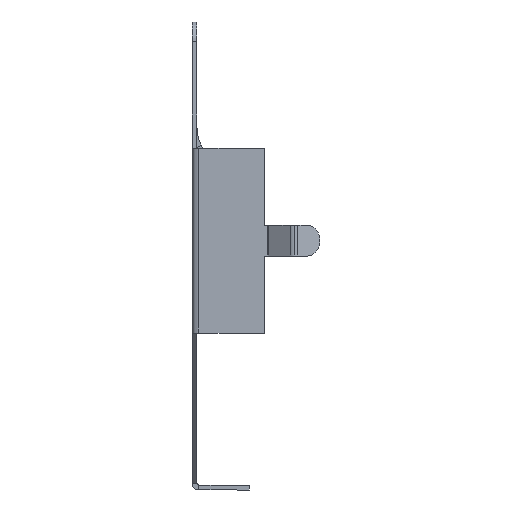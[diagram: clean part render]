
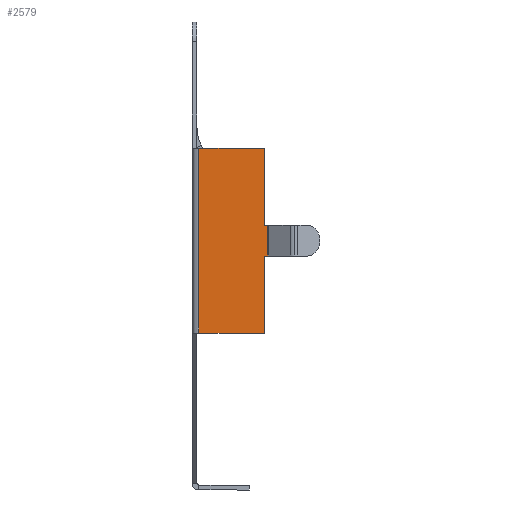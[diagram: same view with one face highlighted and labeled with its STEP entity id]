
A CAD part, left-side view. The second image highlights one B-rep face of the part: STEP entity #2579.
In plain terms, the highlighted planar face has unit normal (-1, 0, 0).
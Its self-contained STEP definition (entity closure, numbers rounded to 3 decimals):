
#37 = EDGE_LOOP ( 'NONE', ( #826, #640, #1628, #3144, #1767, #2417, #2223, #2004 ) ) ;
#39 = CARTESIAN_POINT ( 'NONE',  ( -11.925, 0., 1.57 ) ) ;
#51 = DIRECTION ( 'NONE',  ( 0., -1., 0. ) ) ;
#52 = CARTESIAN_POINT ( 'NONE',  ( -11.925, 0., 1.57 ) ) ;
#77 = EDGE_CURVE ( 'NONE', #2069, #913, #2111, .T. ) ;
#190 = CARTESIAN_POINT ( 'NONE',  ( -11.925, 3.33, -3.925 ) ) ;
#214 = DIRECTION ( 'NONE',  ( 0., 0., -1. ) ) ;
#228 = EDGE_CURVE ( 'NONE', #648, #3473, #2211, .T. ) ;
#250 = VERTEX_POINT ( 'NONE', #850 ) ;
#254 = DIRECTION ( 'NONE',  ( 1., 0., 0. ) ) ;
#366 = LINE ( 'NONE', #2539, #1202 ) ;
#367 = DIRECTION ( 'NONE',  ( 0., 0., -1. ) ) ;
#409 = VECTOR ( 'NONE', #1057, 1000. ) ;
#419 = DIRECTION ( 'NONE',  ( 0., 0., -1. ) ) ;
#523 = AXIS2_PLACEMENT_3D ( 'NONE', #3619, #254, #2155 ) ;
#542 = DIRECTION ( 'NONE',  ( 0., 1., 0. ) ) ;
#640 = ORIENTED_EDGE ( 'NONE', *, *, #228, .F. ) ;
#648 = VERTEX_POINT ( 'NONE', #2684 ) ;
#673 = LINE ( 'NONE', #2685, #2140 ) ;
#674 = EDGE_CURVE ( 'NONE', #1610, #2069, #1580, .T. ) ;
#826 = ORIENTED_EDGE ( 'NONE', *, *, #3522, .F. ) ;
#850 = CARTESIAN_POINT ( 'NONE',  ( -11.925, -0.169, 1.57 ) ) ;
#913 = VERTEX_POINT ( 'NONE', #52 ) ;
#975 = CARTESIAN_POINT ( 'NONE',  ( -11.925, 0., 5.495 ) ) ;
#989 = LINE ( 'NONE', #975, #3146 ) ;
#1057 = DIRECTION ( 'NONE',  ( 0., 0., 1. ) ) ;
#1134 = VECTOR ( 'NONE', #542, 1000. ) ;
#1202 = VECTOR ( 'NONE', #1462, 1000. ) ;
#1334 = VECTOR ( 'NONE', #2105, 1000. ) ;
#1349 = EDGE_CURVE ( 'NONE', #1794, #2435, #366, .T. ) ;
#1424 = CARTESIAN_POINT ( 'NONE',  ( -11.925, 0., -3.925 ) ) ;
#1445 = FACE_OUTER_BOUND ( 'NONE', #37, .T. ) ;
#1462 = DIRECTION ( 'NONE',  ( 0., -1., 0. ) ) ;
#1534 = CARTESIAN_POINT ( 'NONE',  ( -11.925, 3.43, 5.495 ) ) ;
#1544 = CARTESIAN_POINT ( 'NONE',  ( -11.925, 3.33, 5.495 ) ) ;
#1580 = LINE ( 'NONE', #1534, #1334 ) ;
#1610 = VERTEX_POINT ( 'NONE', #3447 ) ;
#1624 = EDGE_CURVE ( 'NONE', #913, #250, #2556, .T. ) ;
#1628 = ORIENTED_EDGE ( 'NONE', *, *, #1808, .F. ) ;
#1767 = ORIENTED_EDGE ( 'NONE', *, *, #1883, .F. ) ;
#1794 = VERTEX_POINT ( 'NONE', #3212 ) ;
#1808 = EDGE_CURVE ( 'NONE', #1794, #648, #989, .T. ) ;
#1883 = EDGE_CURVE ( 'NONE', #250, #2435, #673, .T. ) ;
#2001 = VECTOR ( 'NONE', #51, 1000. ) ;
#2004 = ORIENTED_EDGE ( 'NONE', *, *, #674, .F. ) ;
#2069 = VERTEX_POINT ( 'NONE', #2470 ) ;
#2081 = CARTESIAN_POINT ( 'NONE',  ( -11.925, -0.169, 0. ) ) ;
#2105 = DIRECTION ( 'NONE',  ( 0., -1., 0. ) ) ;
#2111 = LINE ( 'NONE', #2667, #2389 ) ;
#2140 = VECTOR ( 'NONE', #214, 1000. ) ;
#2155 = DIRECTION ( 'NONE',  ( 0., 1., 0. ) ) ;
#2211 = LINE ( 'NONE', #1424, #1134 ) ;
#2223 = ORIENTED_EDGE ( 'NONE', *, *, #77, .F. ) ;
#2389 = VECTOR ( 'NONE', #367, 1000. ) ;
#2417 = ORIENTED_EDGE ( 'NONE', *, *, #1624, .F. ) ;
#2435 = VERTEX_POINT ( 'NONE', #2081 ) ;
#2470 = CARTESIAN_POINT ( 'NONE',  ( -11.925, 0., 5.495 ) ) ;
#2539 = CARTESIAN_POINT ( 'NONE',  ( -11.925, 0., 0. ) ) ;
#2556 = LINE ( 'NONE', #39, #2001 ) ;
#2579 = ADVANCED_FACE ( 'NONE', ( #1445 ), #2869, .F. ) ;
#2644 = LINE ( 'NONE', #1544, #409 ) ;
#2667 = CARTESIAN_POINT ( 'NONE',  ( -11.925, 0., 5.495 ) ) ;
#2684 = CARTESIAN_POINT ( 'NONE',  ( -11.925, 0., -3.925 ) ) ;
#2685 = CARTESIAN_POINT ( 'NONE',  ( -11.925, -0.169, 1.57 ) ) ;
#2869 = PLANE ( 'NONE',  #523 ) ;
#3144 = ORIENTED_EDGE ( 'NONE', *, *, #1349, .T. ) ;
#3146 = VECTOR ( 'NONE', #419, 1000. ) ;
#3212 = CARTESIAN_POINT ( 'NONE',  ( -11.925, 0., 0. ) ) ;
#3447 = CARTESIAN_POINT ( 'NONE',  ( -11.925, 3.33, 5.495 ) ) ;
#3473 = VERTEX_POINT ( 'NONE', #190 ) ;
#3522 = EDGE_CURVE ( 'NONE', #3473, #1610, #2644, .T. ) ;
#3619 = CARTESIAN_POINT ( 'NONE',  ( -11.925, 0., 0. ) ) ;
